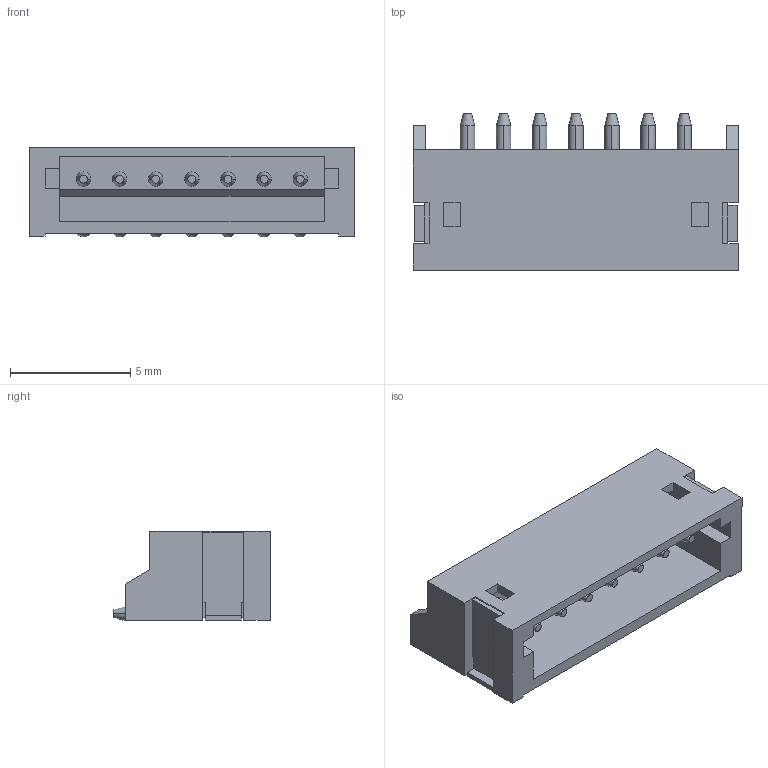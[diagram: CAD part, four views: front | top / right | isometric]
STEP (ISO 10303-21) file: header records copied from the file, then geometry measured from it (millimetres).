
FILE_DESCRIPTION (( 'STEP AP214' ), '1' );
FILE_NAME ('CONN-SMD_S7B-ZR-SM4A-TF-LF-SN.STEP', '2022-12-29T06:56:58', ( 'PC' ), ( 'Microsoft' ), 'SwSTEP 2.0', 'SolidWorks 2020', '' );
FILE_SCHEMA (( 'AUTOMOTIVE_DESIGN' ));
Length unit declared in the file: millimetre
Products named in the file (1): CONN-SMD_S7B-ZR-SM4A-TF-LF-SN
Bounding box: 13.51 x 6.5 x 3.73 mm (x, y, z)
Volume: 148.7 mm3; surface area: 428.2 mm2
Topology: 1 solids, 1 shells, 374 faces, 1019 edges, 672 vertices
Faces by surface type: plane 213, bspline 98, cone 28, cylinder 28, torus 7
Entity records: 16484 total; most frequent: CARTESIAN_POINT 3463, ORIENTED_EDGE 2038, DIRECTION 1478, EDGE_CURVE 1019, LINE 700, VECTOR 700, VERTEX_POINT 672, EDGE_LOOP 403
